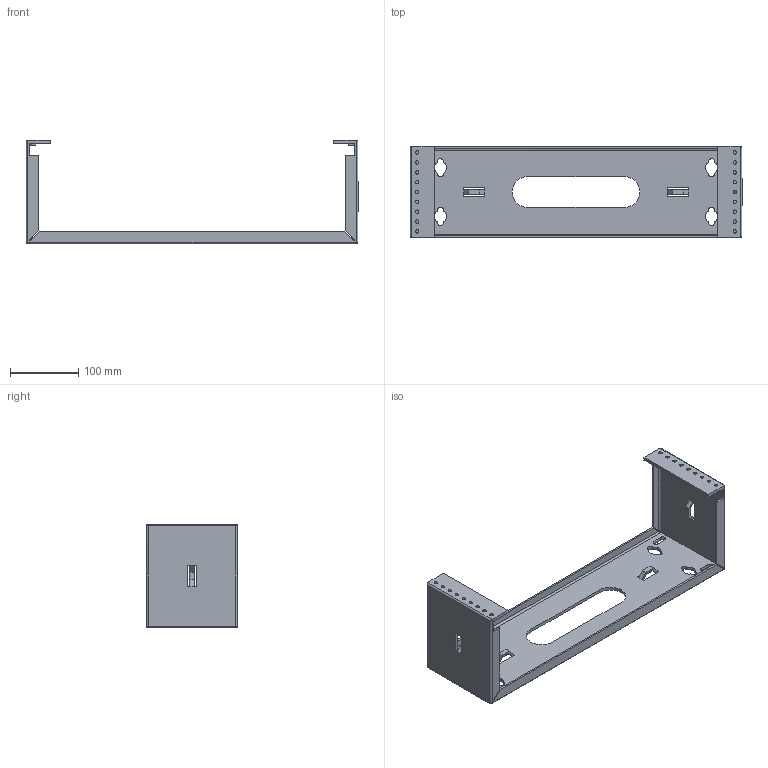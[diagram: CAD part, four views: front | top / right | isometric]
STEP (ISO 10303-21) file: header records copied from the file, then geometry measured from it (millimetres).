
FILE_DESCRIPTION (( 'STEP AP214' ), '1' );
FILE_NAME ('RP00003-3.STEP', '2018-11-26T19:37:28', ( '' ), ( '' ), 'SwSTEP 2.0', 'SolidWorks 2017', '' );
FILE_SCHEMA (( 'AUTOMOTIVE_DESIGN' ));
Length unit declared in the file: inch
Products named in the file (1): RP00003-3
Bounding box: 486 x 133.3 x 152 mm (x, y, z)
Volume: 534294.4 mm3; surface area: 254996.6 mm2
Topology: 1 solids, 1 shells, 339 faces, 919 edges, 570 vertices
Faces by surface type: cylinder 143, plane 138, torus 36, bspline 18, sphere 4
Entity records: 13382 total; most frequent: CARTESIAN_POINT 2971, DIRECTION 1907, ORIENTED_EDGE 1830, EDGE_CURVE 915, AXIS2_PLACEMENT_3D 700, VERTEX_POINT 570, LINE 507, VECTOR 507
